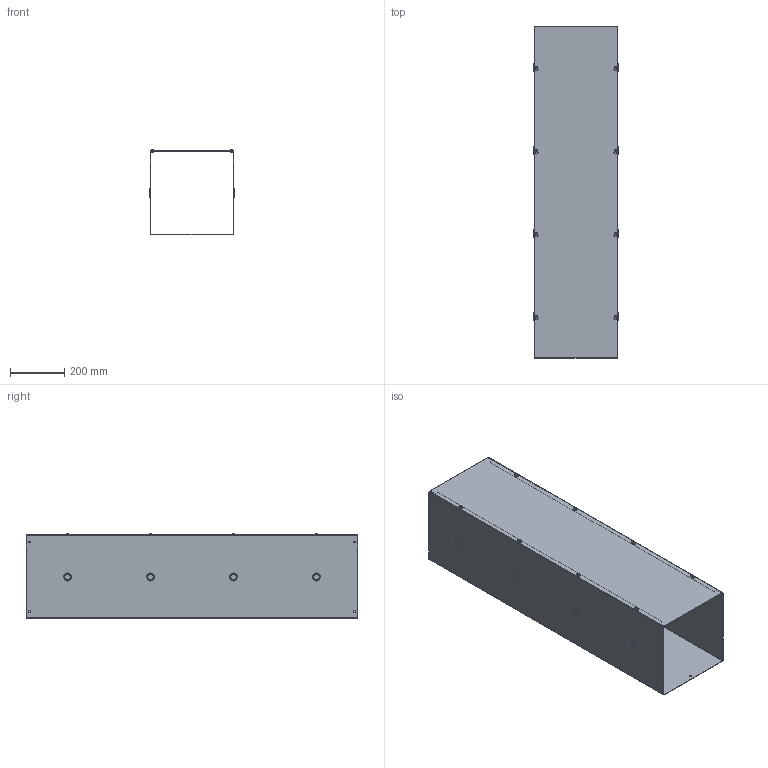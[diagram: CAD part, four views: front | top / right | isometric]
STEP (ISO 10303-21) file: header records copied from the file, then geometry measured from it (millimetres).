
FILE_DESCRIPTION (( 'STEP AP203' ), '1' );
FILE_NAME ('CWSC1248.step', '2024-04-25T15:22:29', ( '' ), ( '' ), 'SwSTEP 2.0', 'SolidWorks 2023', '' );
FILE_SCHEMA (( 'CONFIG_CONTROL_DESIGN' ));
Length unit declared in the file: inch
Products named in the file (1): CWSC1248
Bounding box: 312.12 x 1219.2 x 313.05 mm (x, y, z)
Volume: 2863958 mm3; surface area: 3078724 mm2
Topology: 10 solids, 10 shells, 640 faces, 1764 edges, 1160 vertices
Faces by surface type: cylinder 308, plane 284, bspline 32, cone 16
Entity records: 22197 total; most frequent: CARTESIAN_POINT 5373, DIRECTION 3582, ORIENTED_EDGE 3528, EDGE_CURVE 1764, AXIS2_PLACEMENT_3D 1289, VERTEX_POINT 1160, VECTOR 1004, LINE 1004
